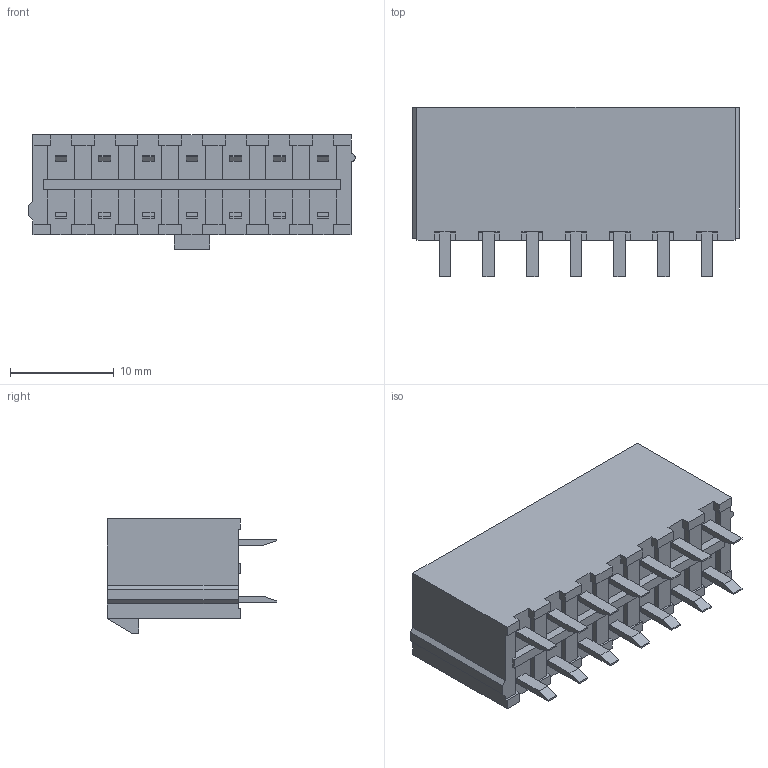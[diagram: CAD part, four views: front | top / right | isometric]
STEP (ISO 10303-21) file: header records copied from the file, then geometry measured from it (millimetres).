
FILE_DESCRIPTION((''),'2;1');
FILE_NAME('1724470214','2015-05-22T',('me'),(''),'PRO/ENGINEER BY PARAMETRIC TECHNOLOGY CORPORATION, 2011490','PRO/ENGINEER BY PARAMETRIC TECHNOLOGY CORPORATION, 2011490','');
FILE_SCHEMA(('CONFIG_CONTROL_DESIGN'));
Length unit declared in the file: millimetre
Products named in the file (1): 1724470214
Bounding box: 31.4 x 16.3 x 11 mm (x, y, z)
Volume: 2183.1 mm3; surface area: 4050.2 mm2
Topology: 1 solids, 1 shells, 389 faces, 1061 edges, 716 vertices
Faces by surface type: plane 388, cylinder 1
Entity records: 12070 total; most frequent: CARTESIAN_POINT 2139, ORIENTED_EDGE 2066, DIRECTION 1871, EDGE_CURVE 1033, VECTOR 1031, LINE 1031, VERTEX_POINT 688, EDGE_LOOP 431
